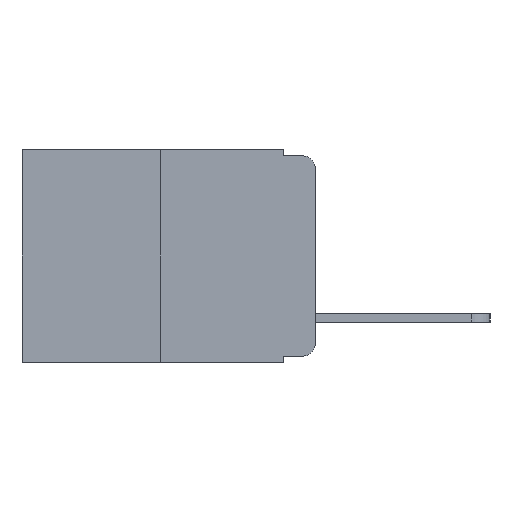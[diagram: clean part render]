
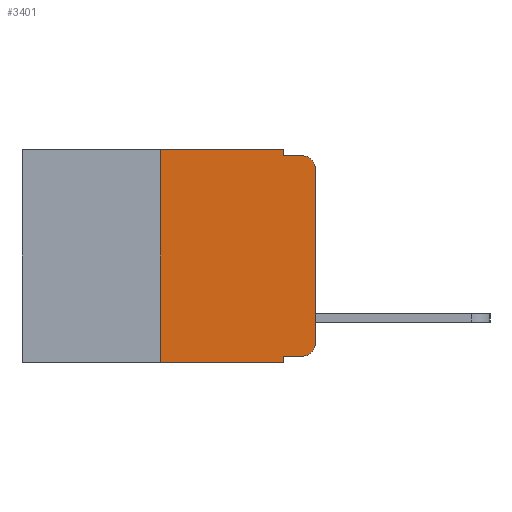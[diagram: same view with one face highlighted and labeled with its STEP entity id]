
A CAD part, left-side view. The second image highlights one B-rep face of the part: STEP entity #3401.
In plain terms, the highlighted planar face has unit normal (-1, 0, 0).
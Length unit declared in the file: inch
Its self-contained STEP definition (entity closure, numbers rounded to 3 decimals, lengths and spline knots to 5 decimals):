
#205 = CARTESIAN_POINT ( 'NONE',  ( 0., 0.051, -0.343 ) ) ;
#442 = EDGE_CURVE ( 'NONE', #16051, #14964, #3738, .T. ) ;
#644 = DIRECTION ( 'NONE',  ( -1., 0., 0. ) ) ;
#1603 = EDGE_CURVE ( 'NONE', #13534, #19631, #13536, .T. ) ;
#1665 = CARTESIAN_POINT ( 'NONE',  ( 0., 0.051, -0.01 ) ) ;
#2423 = ORIENTED_EDGE ( 'NONE', *, *, #19078, .T. ) ;
#2727 = EDGE_CURVE ( 'NONE', #12204, #14882, #14951, .T. ) ;
#2893 = CARTESIAN_POINT ( 'NONE',  ( 0., 0.25, 0. ) ) ;
#2932 = CARTESIAN_POINT ( 'NONE',  ( 0., 0.02, -0.313 ) ) ;
#3155 = CARTESIAN_POINT ( 'NONE',  ( 0., 0.051, 0. ) ) ;
#3218 = VECTOR ( 'NONE', #12505, 39.37008 ) ;
#3401 = ADVANCED_FACE ( 'NONE', ( #16826 ), #14458, .F. ) ;
#3738 = LINE ( 'NONE', #18567, #19571 ) ;
#4562 = DIRECTION ( 'NONE',  ( 0., 0., -1. ) ) ;
#4577 = VERTEX_POINT ( 'NONE', #14962 ) ;
#4725 = ORIENTED_EDGE ( 'NONE', *, *, #4924, .F. ) ;
#4924 = EDGE_CURVE ( 'NONE', #14882, #4577, #13059, .T. ) ;
#5965 = VECTOR ( 'NONE', #14415, 39.37008 ) ;
#6041 = EDGE_CURVE ( 'NONE', #14139, #4577, #18782, .T. ) ;
#6151 = CARTESIAN_POINT ( 'NONE',  ( 0., 0.02, -0.333 ) ) ;
#6510 = DIRECTION ( 'NONE',  ( 0., 0., -1. ) ) ;
#6526 = CARTESIAN_POINT ( 'NONE',  ( 0., 0.051, 0. ) ) ;
#6798 = DIRECTION ( 'NONE',  ( 0., 0., 1. ) ) ;
#6907 = VERTEX_POINT ( 'NONE', #6151 ) ;
#7106 = AXIS2_PLACEMENT_3D ( 'NONE', #10502, #644, #12102 ) ;
#7182 = EDGE_CURVE ( 'NONE', #9063, #14139, #16355, .T. ) ;
#7908 = CARTESIAN_POINT ( 'NONE',  ( 0., 0.051, -0.01 ) ) ;
#8953 = CARTESIAN_POINT ( 'NONE',  ( 0., 0.473, 0. ) ) ;
#9063 = VERTEX_POINT ( 'NONE', #18298 ) ;
#9212 = CARTESIAN_POINT ( 'NONE',  ( 0., 0.051, -0.333 ) ) ;
#9290 = CARTESIAN_POINT ( 'NONE',  ( 0., 0.473, -0.343 ) ) ;
#9733 = CARTESIAN_POINT ( 'NONE',  ( 0., 0.473, 0. ) ) ;
#9854 = VECTOR ( 'NONE', #17772, 39.37008 ) ;
#10104 = ORIENTED_EDGE ( 'NONE', *, *, #1603, .F. ) ;
#10406 = AXIS2_PLACEMENT_3D ( 'NONE', #9733, #15999, #6510 ) ;
#10502 = CARTESIAN_POINT ( 'NONE',  ( 0., 0.02, -0.03 ) ) ;
#10522 = CARTESIAN_POINT ( 'NONE',  ( 0., 0.25, -0.343 ) ) ;
#10868 = AXIS2_PLACEMENT_3D ( 'NONE', #2932, #14201, #4562 ) ;
#10911 = CARTESIAN_POINT ( 'NONE',  ( 0., 0.051, -0.333 ) ) ;
#11579 = ORIENTED_EDGE ( 'NONE', *, *, #18029, .T. ) ;
#11857 = LINE ( 'NONE', #10911, #3218 ) ;
#11937 = EDGE_LOOP ( 'NONE', ( #20016, #12327, #4725, #17384, #17856, #10104, #14271, #18823, #2423, #11579 ) ) ;
#11940 = LINE ( 'NONE', #9290, #20132 ) ;
#12025 = CARTESIAN_POINT ( 'NONE',  ( 0., 0., -0.03 ) ) ;
#12102 = DIRECTION ( 'NONE',  ( 0., 0., -1. ) ) ;
#12204 = VERTEX_POINT ( 'NONE', #6526 ) ;
#12327 = ORIENTED_EDGE ( 'NONE', *, *, #6041, .T. ) ;
#12342 = VECTOR ( 'NONE', #18223, 39.37008 ) ;
#12505 = DIRECTION ( 'NONE',  ( 0., -1., 0. ) ) ;
#13059 = LINE ( 'NONE', #7908, #20768 ) ;
#13534 = VERTEX_POINT ( 'NONE', #10522 ) ;
#13536 = LINE ( 'NONE', #2893, #9854 ) ;
#13839 = CARTESIAN_POINT ( 'NONE',  ( 0., 0.25, 0. ) ) ;
#14139 = VERTEX_POINT ( 'NONE', #12025 ) ;
#14198 = DIRECTION ( 'NONE',  ( 0., -1., 0. ) ) ;
#14201 = DIRECTION ( 'NONE',  ( -1., 0., 0. ) ) ;
#14271 = ORIENTED_EDGE ( 'NONE', *, *, #17297, .T. ) ;
#14343 = CIRCLE ( 'NONE', #10868, 0.02 ) ;
#14415 = DIRECTION ( 'NONE',  ( 0., 0., -1. ) ) ;
#14458 = PLANE ( 'NONE',  #10406 ) ;
#14715 = CARTESIAN_POINT ( 'NONE',  ( 0., 0., 0. ) ) ;
#14882 = VERTEX_POINT ( 'NONE', #1665 ) ;
#14951 = LINE ( 'NONE', #3155, #5965 ) ;
#14962 = CARTESIAN_POINT ( 'NONE',  ( 0., 0.02, -0.01 ) ) ;
#14964 = VERTEX_POINT ( 'NONE', #205 ) ;
#15999 = DIRECTION ( 'NONE',  ( 1., 0., 0. ) ) ;
#16051 = VERTEX_POINT ( 'NONE', #9212 ) ;
#16355 = LINE ( 'NONE', #14715, #19934 ) ;
#16455 = LINE ( 'NONE', #8953, #12342 ) ;
#16826 = FACE_OUTER_BOUND ( 'NONE', #11937, .T. ) ;
#17179 = EDGE_CURVE ( 'NONE', #19631, #12204, #16455, .T. ) ;
#17297 = EDGE_CURVE ( 'NONE', #13534, #14964, #11940, .T. ) ;
#17384 = ORIENTED_EDGE ( 'NONE', *, *, #2727, .F. ) ;
#17772 = DIRECTION ( 'NONE',  ( 0., 0., 1. ) ) ;
#17856 = ORIENTED_EDGE ( 'NONE', *, *, #17179, .F. ) ;
#18029 = EDGE_CURVE ( 'NONE', #6907, #9063, #14343, .T. ) ;
#18191 = DIRECTION ( 'NONE',  ( 0., 0., -1. ) ) ;
#18223 = DIRECTION ( 'NONE',  ( 0., -1., 0. ) ) ;
#18298 = CARTESIAN_POINT ( 'NONE',  ( 0., 0., -0.313 ) ) ;
#18567 = CARTESIAN_POINT ( 'NONE',  ( 0., 0.051, 0. ) ) ;
#18782 = CIRCLE ( 'NONE', #7106, 0.02 ) ;
#18823 = ORIENTED_EDGE ( 'NONE', *, *, #442, .F. ) ;
#19078 = EDGE_CURVE ( 'NONE', #16051, #6907, #11857, .T. ) ;
#19571 = VECTOR ( 'NONE', #18191, 39.37008 ) ;
#19631 = VERTEX_POINT ( 'NONE', #13839 ) ;
#19934 = VECTOR ( 'NONE', #6798, 39.37008 ) ;
#20016 = ORIENTED_EDGE ( 'NONE', *, *, #7182, .T. ) ;
#20118 = DIRECTION ( 'NONE',  ( 0., -1., 0. ) ) ;
#20132 = VECTOR ( 'NONE', #20118, 39.37008 ) ;
#20768 = VECTOR ( 'NONE', #14198, 39.37008 ) ;
